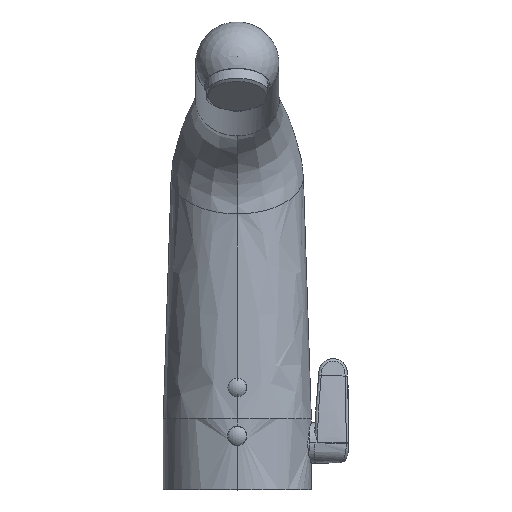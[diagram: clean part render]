
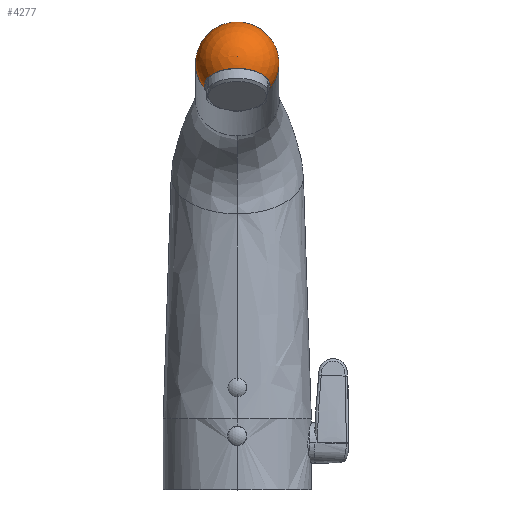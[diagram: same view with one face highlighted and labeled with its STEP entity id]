
A CAD part, top view. The second image highlights one B-rep face of the part: STEP entity #4277.
In plain terms, the highlighted spherical face has radius 15.5 mm.
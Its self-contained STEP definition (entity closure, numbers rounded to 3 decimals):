
#15 = CARTESIAN_POINT ( 'NONE',  ( -11.997, 148.75, 124.481 ) ) ;
#199 = DIRECTION ( 'NONE',  ( 0., -0.174, -0.985 ) ) ;
#278 = CARTESIAN_POINT ( 'NONE',  ( 11.766, 148.276, 123.684 ) ) ;
#384 = CIRCLE ( 'NONE', #6586, 15.5 ) ;
#582 = CARTESIAN_POINT ( 'NONE',  ( 11.685, 148.138, 123.465 ) ) ;
#623 = CARTESIAN_POINT ( 'NONE',  ( 10.434, 153.375, 132.178 ) ) ;
#648 = CARTESIAN_POINT ( 'NONE',  ( -7.184, 155.167, 135.16 ) ) ;
#676 = CARTESIAN_POINT ( 'NONE',  ( -11.831, 148.389, 123.884 ) ) ;
#738 = AXIS2_PLACEMENT_3D ( 'NONE', #7909, #4918, #6876 ) ;
#917 = FACE_OUTER_BOUND ( 'NONE', #7724, .T. ) ;
#995 = SPHERICAL_SURFACE ( 'NONE', #738, 15.5 ) ;
#1249 = CARTESIAN_POINT ( 'NONE',  ( -11.685, 148.138, 123.465 ) ) ;
#1287 = CARTESIAN_POINT ( 'NONE',  ( 8.644, 154.531, 134.101 ) ) ;
#1312 = CARTESIAN_POINT ( 'NONE',  ( -9.301, 154.168, 133.498 ) ) ;
#1338 = CARTESIAN_POINT ( 'NONE',  ( -11.685, 148.138, 123.465 ) ) ;
#1924 = CARTESIAN_POINT ( 'NONE',  ( 11.946, 148.629, 124.282 ) ) ;
#1950 = CARTESIAN_POINT ( 'NONE',  ( 6.382, 155.441, 135.616 ) ) ;
#1978 = CARTESIAN_POINT ( 'NONE',  ( -10.91, 152.944, 131.461 ) ) ;
#2590 = CARTESIAN_POINT ( 'NONE',  ( 12.129, 149.113, 125.085 ) ) ;
#2615 = CARTESIAN_POINT ( 'NONE',  ( 3.772, 156.057, 136.639 ) ) ;
#2641 = CARTESIAN_POINT ( 'NONE',  ( -11.923, 151.56, 129.16 ) ) ;
#3239 = CARTESIAN_POINT ( 'NONE',  ( 12.287, 150.094, 126.719 ) ) ;
#3262 = CARTESIAN_POINT ( 'NONE',  ( 0., 156.401, 137.212 ) ) ;
#3289 = CARTESIAN_POINT ( 'NONE',  ( -12.287, 150.094, 126.719 ) ) ;
#3870 = CARTESIAN_POINT ( 'NONE',  ( 11.923, 151.56, 129.16 ) ) ;
#3893 = CARTESIAN_POINT ( 'NONE',  ( -3.772, 156.057, 136.639 ) ) ;
#3918 = CARTESIAN_POINT ( 'NONE',  ( -12.129, 149.114, 125.085 ) ) ;
#4121 = CARTESIAN_POINT ( 'NONE',  ( 0., 158.172, 121.724 ) ) ;
#4277 = ADVANCED_FACE ( 'NONE', ( #917 ), #995, .T. ) ;
#4561 = CARTESIAN_POINT ( 'NONE',  ( 10.91, 152.944, 131.461 ) ) ;
#4588 = CARTESIAN_POINT ( 'NONE',  ( -6.382, 155.441, 135.616 ) ) ;
#4612 = CARTESIAN_POINT ( 'NONE',  ( -11.946, 148.629, 124.282 ) ) ;
#4790 = DIRECTION ( 'NONE',  ( 1., 0., 0. ) ) ;
#4918 = DIRECTION ( 'NONE',  ( 0., -0.174, -0.985 ) ) ;
#5186 = CARTESIAN_POINT ( 'NONE',  ( 9.301, 154.168, 133.498 ) ) ;
#5213 = CARTESIAN_POINT ( 'NONE',  ( -8.644, 154.531, 134.101 ) ) ;
#5237 = CARTESIAN_POINT ( 'NONE',  ( -11.766, 148.276, 123.684 ) ) ;
#5584 = EDGE_CURVE ( 'NONE', #6340, #6175, #384, .T. ) ;
#5778 = CARTESIAN_POINT ( 'NONE',  ( 11.831, 148.389, 123.884 ) ) ;
#5801 = CARTESIAN_POINT ( 'NONE',  ( 7.184, 155.167, 135.16 ) ) ;
#5824 = CARTESIAN_POINT ( 'NONE',  ( -10.434, 153.375, 132.178 ) ) ;
#6175 = VERTEX_POINT ( 'NONE', #582 ) ;
#6262 = CARTESIAN_POINT ( 'NONE',  ( 11.685, 148.138, 123.465 ) ) ;
#6340 = VERTEX_POINT ( 'NONE', #1249 ) ;
#6385 = CARTESIAN_POINT ( 'NONE',  ( 11.997, 148.75, 124.481 ) ) ;
#6408 = CARTESIAN_POINT ( 'NONE',  ( 4.676, 155.886, 136.355 ) ) ;
#6432 = CARTESIAN_POINT ( 'NONE',  ( -11.654, 152.036, 129.952 ) ) ;
#6586 = AXIS2_PLACEMENT_3D ( 'NONE', #4121, #199, #4790 ) ;
#6876 = DIRECTION ( 'NONE',  ( -1., 0., 0. ) ) ;
#6986 = CARTESIAN_POINT ( 'NONE',  ( 12.189, 149.357, 125.493 ) ) ;
#7009 = CARTESIAN_POINT ( 'NONE',  ( 1.912, 156.285, 137.02 ) ) ;
#7027 = CARTESIAN_POINT ( 'NONE',  ( -12.239, 150.59, 127.543 ) ) ;
#7167 = ORIENTED_EDGE ( 'NONE', *, *, #7573, .F. ) ;
#7213 = ORIENTED_EDGE ( 'NONE', *, *, #5584, .F. ) ;
#7532 = B_SPLINE_CURVE_WITH_KNOTS ( 'NONE', 3,
 ( #6262, #278, #5778, #1924, #6385, #2590, #6986, #3239, #7567, #3870, #8149, #4561, #623, #5186, #1287, #5801, #1950, #6408, #2615, #7009, #3262, #7588, #3893, #8172, #4588, #648, #5213, #1312, #5824, #1978, #6432, #2641, #7027, #3289, #7614, #3918, #15, #4612, #676, #5237, #1338 ),
 .UNSPECIFIED., .F., .F.,
 ( 4, 2, 2, 2, 2, 2, 2, 2, 2, 2, 1, 2, 2, 2, 2, 2, 2, 2, 2, 2, 4 ),
 ( 0., 0.016, 0.031, 0.062, 0.125, 0.187, 0.25, 0.312, 0.375, 0.437, 0.5, 0.562, 0.625, 0.687, 0.75, 0.812, 0.875, 0.938, 0.969, 0.984, 1. ),
 .UNSPECIFIED. ) ;
#7567 = CARTESIAN_POINT ( 'NONE',  ( 12.239, 150.59, 127.543 ) ) ;
#7573 = EDGE_CURVE ( 'NONE', #6175, #6340, #7532, .T. ) ;
#7588 = CARTESIAN_POINT ( 'NONE',  ( -1.912, 156.285, 137.02 ) ) ;
#7614 = CARTESIAN_POINT ( 'NONE',  ( -12.189, 149.357, 125.493 ) ) ;
#7724 = EDGE_LOOP ( 'NONE', ( #7213, #7167 ) ) ;
#7909 = CARTESIAN_POINT ( 'NONE',  ( 0., 158.172, 121.724 ) ) ;
#8149 = CARTESIAN_POINT ( 'NONE',  ( 11.654, 152.036, 129.952 ) ) ;
#8172 = CARTESIAN_POINT ( 'NONE',  ( -4.676, 155.886, 136.355 ) ) ;
